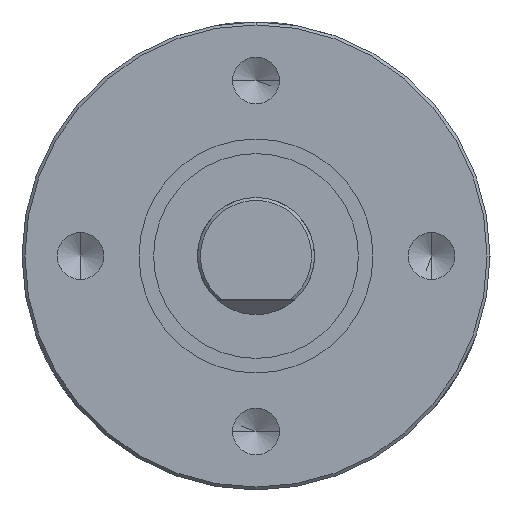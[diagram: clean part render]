
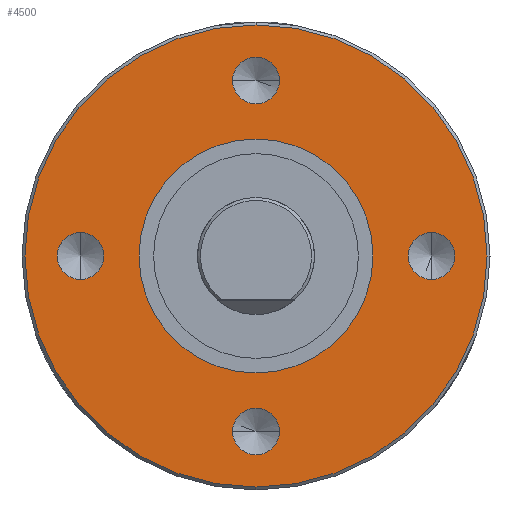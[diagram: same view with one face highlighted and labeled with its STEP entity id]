
A CAD part, left-side view. The second image highlights one B-rep face of the part: STEP entity #4500.
In plain terms, the highlighted planar face has unit normal (-1, 0, 0).
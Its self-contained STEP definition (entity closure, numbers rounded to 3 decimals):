
#734=CARTESIAN_POINT('',(-16.,0.,0.));
#735=DIRECTION('',(-1.,0.,0.));
#736=DIRECTION('',(0.,0.,-1.));
#737=AXIS2_PLACEMENT_3D('',#734,#735,#736);
#739=CARTESIAN_POINT('',(-16.,0.,0.));
#740=DIRECTION('',(-1.,0.,0.));
#741=DIRECTION('',(0.,0.,1.));
#742=AXIS2_PLACEMENT_3D('',#739,#740,#741);
#744=CARTESIAN_POINT('',(-16.,-6.,0.));
#745=DIRECTION('',(-1.,0.,0.));
#746=DIRECTION('',(0.,0.,-1.));
#747=AXIS2_PLACEMENT_3D('',#744,#745,#746);
#749=CARTESIAN_POINT('',(-16.,-6.,0.));
#750=DIRECTION('',(-1.,0.,0.));
#751=DIRECTION('',(0.,0.,1.));
#752=AXIS2_PLACEMENT_3D('',#749,#750,#751);
#754=CARTESIAN_POINT('',(-16.,0.,-6.));
#755=DIRECTION('',(-1.,0.,0.));
#756=DIRECTION('',(0.,1.,0.));
#757=AXIS2_PLACEMENT_3D('',#754,#755,#756);
#759=CARTESIAN_POINT('',(-16.,0.,-6.));
#760=DIRECTION('',(-1.,0.,0.));
#761=DIRECTION('',(0.,-1.,0.));
#762=AXIS2_PLACEMENT_3D('',#759,#760,#761);
#764=CARTESIAN_POINT('',(-16.,6.,0.));
#765=DIRECTION('',(-1.,0.,0.));
#766=DIRECTION('',(0.,0.,1.));
#767=AXIS2_PLACEMENT_3D('',#764,#765,#766);
#769=CARTESIAN_POINT('',(-16.,6.,0.));
#770=DIRECTION('',(-1.,0.,0.));
#771=DIRECTION('',(0.,0.,-1.));
#772=AXIS2_PLACEMENT_3D('',#769,#770,#771);
#774=CARTESIAN_POINT('',(-16.,0.,6.));
#775=DIRECTION('',(-1.,0.,0.));
#776=DIRECTION('',(0.,-1.,0.));
#777=AXIS2_PLACEMENT_3D('',#774,#775,#776);
#779=CARTESIAN_POINT('',(-16.,0.,6.));
#780=DIRECTION('',(-1.,0.,0.));
#781=DIRECTION('',(0.,1.,0.));
#782=AXIS2_PLACEMENT_3D('',#779,#780,#781);
#1874=CARTESIAN_POINT('',(-16.,0.,0.));
#1875=DIRECTION('',(-1.,0.,0.));
#1876=DIRECTION('',(0.,0.,-1.));
#1877=AXIS2_PLACEMENT_3D('',#1874,#1875,#1876);
#1879=CARTESIAN_POINT('',(-16.,0.,0.));
#1880=DIRECTION('',(1.,0.,0.));
#1881=DIRECTION('',(0.,0.,-1.));
#1882=AXIS2_PLACEMENT_3D('',#1879,#1880,#1881);
#3214=CARTESIAN_POINT('',(-16.,0.,-4.));
#3216=VERTEX_POINT('',#3214);
#3222=CARTESIAN_POINT('',(-16.,0.,4.));
#3224=VERTEX_POINT('',#3222);
#3246=CARTESIAN_POINT('',(-16.,-6.,-0.8));
#3247=CARTESIAN_POINT('',(-16.,-6.,0.8));
#3248=VERTEX_POINT('',#3246);
#3249=VERTEX_POINT('',#3247);
#3256=CARTESIAN_POINT('',(-16.,0.8,-6.));
#3257=CARTESIAN_POINT('',(-16.,-0.8,-6.));
#3258=VERTEX_POINT('',#3256);
#3259=VERTEX_POINT('',#3257);
#3266=CARTESIAN_POINT('',(-16.,6.,0.8));
#3267=CARTESIAN_POINT('',(-16.,6.,-0.8));
#3268=VERTEX_POINT('',#3266);
#3269=VERTEX_POINT('',#3267);
#3276=CARTESIAN_POINT('',(-16.,-0.8,6.));
#3277=CARTESIAN_POINT('',(-16.,0.8,6.));
#3278=VERTEX_POINT('',#3276);
#3279=VERTEX_POINT('',#3277);
#3304=CARTESIAN_POINT('',(-16.,0.,-7.9));
#3305=CARTESIAN_POINT('',(-16.,0.,7.9));
#3306=VERTEX_POINT('',#3304);
#3307=VERTEX_POINT('',#3305);
#4460=CARTESIAN_POINT('',(-16.,0.,0.));
#4461=DIRECTION('',(1.,0.,0.));
#4462=DIRECTION('',(0.,0.,1.));
#4463=AXIS2_PLACEMENT_3D('',#4460,#4461,#4462);
#4464=PLANE('',#4463);
#4465=ORIENTED_EDGE('',*,*,#4450,.F.);
#4467=ORIENTED_EDGE('',*,*,#4466,.F.);
#4468=EDGE_LOOP('',(#4465,#4467));
#4469=FACE_OUTER_BOUND('',#4468,.F.);
#4471=ORIENTED_EDGE('',*,*,#4470,.T.);
#4473=ORIENTED_EDGE('',*,*,#4472,.F.);
#4474=EDGE_LOOP('',(#4471,#4473));
#4475=FACE_BOUND('',#4474,.F.);
#4477=ORIENTED_EDGE('',*,*,#4476,.T.);
#4479=ORIENTED_EDGE('',*,*,#4478,.T.);
#4480=EDGE_LOOP('',(#4477,#4479));
#4481=FACE_BOUND('',#4480,.F.);
#4483=ORIENTED_EDGE('',*,*,#4482,.T.);
#4485=ORIENTED_EDGE('',*,*,#4484,.T.);
#4486=EDGE_LOOP('',(#4483,#4485));
#4487=FACE_BOUND('',#4486,.F.);
#4489=ORIENTED_EDGE('',*,*,#4488,.T.);
#4491=ORIENTED_EDGE('',*,*,#4490,.T.);
#4492=EDGE_LOOP('',(#4489,#4491));
#4493=FACE_BOUND('',#4492,.F.);
#4495=ORIENTED_EDGE('',*,*,#4494,.T.);
#4497=ORIENTED_EDGE('',*,*,#4496,.T.);
#4498=EDGE_LOOP('',(#4495,#4497));
#4499=FACE_BOUND('',#4498,.F.);
#4500=ADVANCED_FACE('',(#4469,#4475,#4481,#4487,#4493,#4499),#4464,.F.);
#738=CIRCLE('',#737,7.9);
#743=CIRCLE('',#742,7.9);
#748=CIRCLE('',#747,0.8);
#753=CIRCLE('',#752,0.8);
#758=CIRCLE('',#757,0.8);
#763=CIRCLE('',#762,0.8);
#768=CIRCLE('',#767,0.8);
#773=CIRCLE('',#772,0.8);
#778=CIRCLE('',#777,0.8);
#783=CIRCLE('',#782,0.8);
#1878=CIRCLE('',#1877,4.);
#1883=CIRCLE('',#1882,4.);
#4450=EDGE_CURVE('',#3306,#3307,#738,.T.);
#4466=EDGE_CURVE('',#3307,#3306,#743,.T.);
#4470=EDGE_CURVE('',#3216,#3224,#1878,.T.);
#4472=EDGE_CURVE('',#3216,#3224,#1883,.T.);
#4476=EDGE_CURVE('',#3248,#3249,#748,.T.);
#4478=EDGE_CURVE('',#3249,#3248,#753,.T.);
#4482=EDGE_CURVE('',#3258,#3259,#758,.T.);
#4484=EDGE_CURVE('',#3259,#3258,#763,.T.);
#4488=EDGE_CURVE('',#3268,#3269,#768,.T.);
#4490=EDGE_CURVE('',#3269,#3268,#773,.T.);
#4494=EDGE_CURVE('',#3278,#3279,#778,.T.);
#4496=EDGE_CURVE('',#3279,#3278,#783,.T.);
